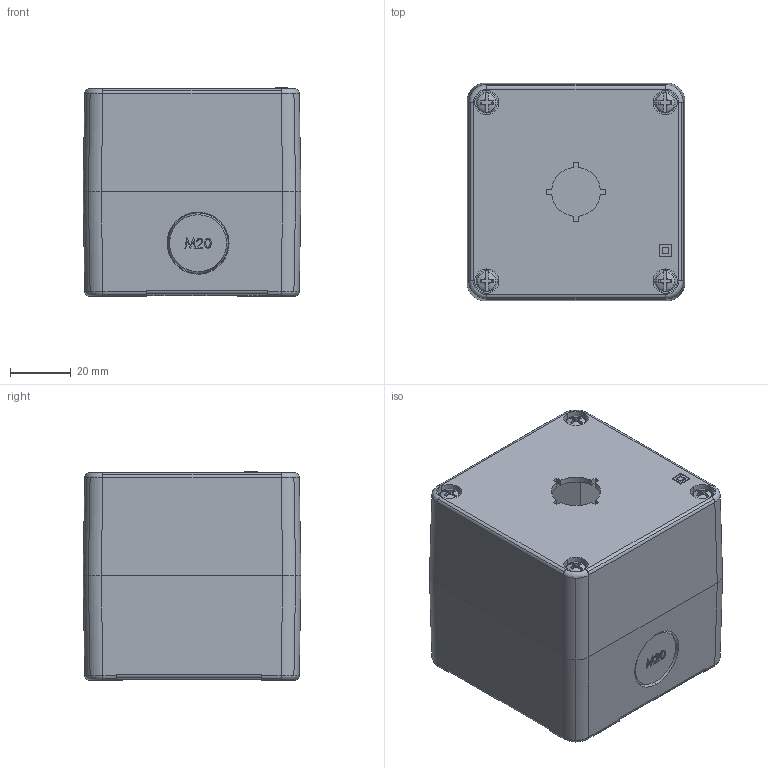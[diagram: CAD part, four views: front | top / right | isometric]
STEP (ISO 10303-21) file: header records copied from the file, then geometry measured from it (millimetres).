
FILE_DESCRIPTION((''),'2;1');
FILE_NAME('SILH16-1.stp','2011-10-19T11:04:05',(''),(''),'AutoCAD STEP 2000i','AutoCAD 2000i',', , ');
FILE_SCHEMA(('CONFIG_CONTROL_DESIGN'));
Length unit declared in the file: millimetre
Products named in the file (2): SILH16-1; TEIL1
Assembly tree (1 placements, depth 2):
  SILH16-1
    TEIL1
Bounding box: 72 x 72 x 68.8 mm (x, y, z)
Volume: 222539.9 mm3; surface area: 56473.9 mm2
Topology: 1 solids, 7 shells, 1542 faces, 4212 edges, 2788 vertices
Faces by surface type: plane 1020, bspline 277, cylinder 219, cone 10, torus 8, sphere 8
Entity records: 54623 total; most frequent: CARTESIAN_POINT 16719, ORIENTED_EDGE 8412, DIRECTION 6874, EDGE_CURVE 4206, VECTOR 3052, LINE 3052, VERTEX_POINT 2788, AXIS2_PLACEMENT_3D 1911
